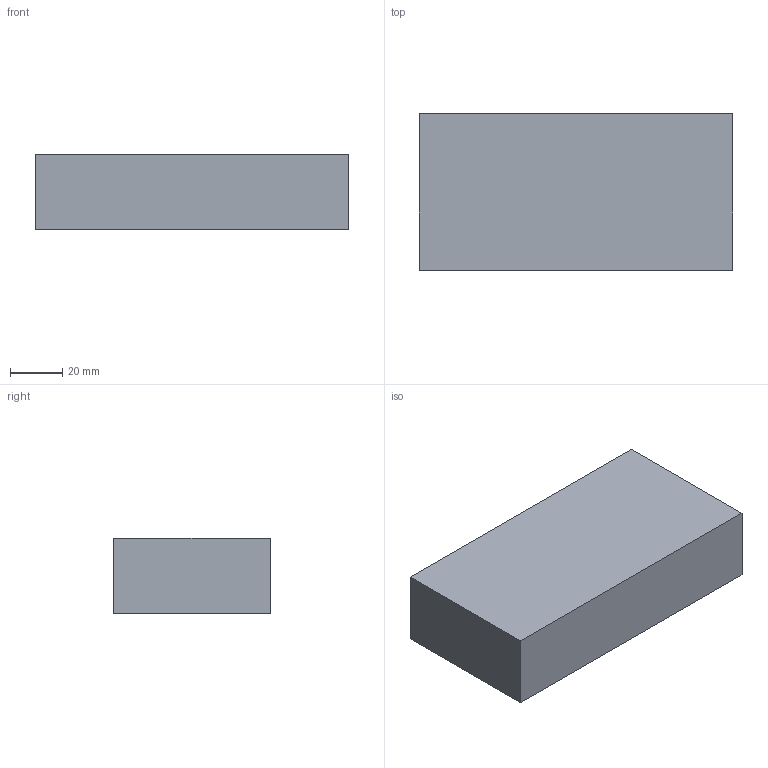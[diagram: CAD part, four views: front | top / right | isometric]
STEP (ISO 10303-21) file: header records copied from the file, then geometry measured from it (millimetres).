
FILE_DESCRIPTION(/* description */ (''),/* implementation_level */ '2;1');
FILE_NAME(/* name */ '31sj1.stp',/* time_stamp */ '2019-05-31T10:50:21+08:00',/* author */ (''),/* organization */ (''),/* preprocessor_version */ 'ST-DEVELOPER v16',/* originating_system */ 'SIEMENS PLM Software NX 10.0',/* authorisation */ '');
FILE_SCHEMA (('CONFIG_CONTROL_DESIGN'));
Length unit declared in the file: millimetre
Products named in the file (1): temp
Bounding box: 120 x 60 x 29 mm (x, y, z)
Surface area: 38351.7 mm2
Topology: 4 solids, 4 shells, 148 faces, 385 edges, 243 vertices
Faces by surface type: cylinder 54, bspline 48, plane 38, cone 4, torus 2, sphere 2
Full cylindrical faces by diameter (mm): 4.2 x4, 8 x2, 15 x4
Entity records: 12492 total; most frequent: CARTESIAN_POINT 9418, ORIENTED_EDGE 732, DIRECTION 413, EDGE_CURVE 366, VERTEX_POINT 239, B_SPLINE_CURVE_WITH_KNOTS 225, AXIS2_PLACEMENT_3D 171, EDGE_LOOP 169
